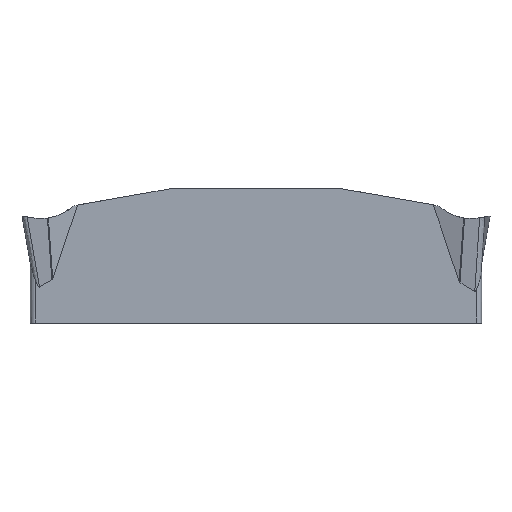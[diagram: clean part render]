
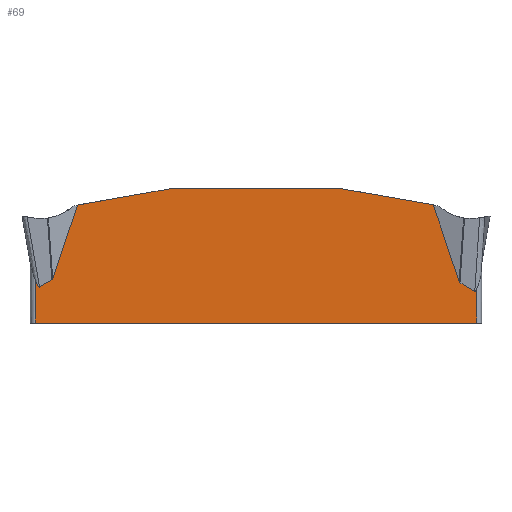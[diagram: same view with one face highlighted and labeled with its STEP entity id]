
A CAD part, left-side view. The second image highlights one B-rep face of the part: STEP entity #69.
In plain terms, the highlighted planar face has unit normal (-1, 0, 0).
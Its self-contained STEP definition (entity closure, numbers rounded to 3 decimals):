
#69=ADVANCED_FACE('SIDE_IB_1_SU5',(#123),#105,.F.);
#105=PLANE('',#730);
#123=FACE_OUTER_BOUND('',#159,.T.);
#159=EDGE_LOOP('',(#229,#230,#231,#232,#233,#234,#235,#236,#237,#238,#239,
#240,#241,#242));
#195=B_SPLINE_CURVE_WITH_KNOTS('',3,(#969,#970,#971,#972,#973,#974,#975,
#976,#977,#978,#979,#980,#981),.UNSPECIFIED.,.F.,.F.,(4,3,3,3,4),(0.,0.481,
0.733,0.957,1.),.UNSPECIFIED.);
#196=B_SPLINE_CURVE_WITH_KNOTS('',3,(#985,#986,#987,#988,#989,#990,#991,
#992,#993,#994,#995,#996,#997,#998,#999,#1000,#1001,#1002,#1003),
 .UNSPECIFIED.,.F.,.F.,(4,3,3,3,3,3,4),(0.,0.023,0.045,
0.075,0.133,0.354,1.),
 .UNSPECIFIED.);
#197=B_SPLINE_CURVE_WITH_KNOTS('',3,(#1011,#1012,#1013,#1014,#1015,#1016,
#1017,#1018,#1019,#1020,#1021,#1022,#1023,#1024,#1025,#1026,#1027,#1028,
#1029,#1030,#1031,#1032,#1033,#1034,#1035),.UNSPECIFIED.,.F.,.F.,(4,3,3,
3,3,3,3,3,4),(0.,0.293,0.49,0.672,0.797,
0.86,0.912,0.964,1.),.UNSPECIFIED.);
#198=B_SPLINE_CURVE_WITH_KNOTS('',3,(#1039,#1040,#1041,#1042,#1043,#1044,
#1045,#1046,#1047,#1048),.UNSPECIFIED.,.F.,.F.,(4,3,3,4),(0.,0.231,
0.51,1.),.UNSPECIFIED.);
#229=ORIENTED_EDGE('',*,*,#501,.F.);
#230=ORIENTED_EDGE('',*,*,#502,.T.);
#231=ORIENTED_EDGE('',*,*,#503,.T.);
#232=ORIENTED_EDGE('',*,*,#504,.T.);
#233=ORIENTED_EDGE('',*,*,#505,.T.);
#234=ORIENTED_EDGE('',*,*,#506,.T.);
#235=ORIENTED_EDGE('',*,*,#507,.T.);
#236=ORIENTED_EDGE('',*,*,#508,.F.);
#237=ORIENTED_EDGE('',*,*,#509,.T.);
#238=ORIENTED_EDGE('',*,*,#510,.T.);
#239=ORIENTED_EDGE('',*,*,#511,.T.);
#240=ORIENTED_EDGE('',*,*,#512,.T.);
#241=ORIENTED_EDGE('',*,*,#513,.T.);
#242=ORIENTED_EDGE('',*,*,#514,.T.);
#433=VERTEX_POINT('',#963);
#434=VERTEX_POINT('',#964);
#435=VERTEX_POINT('',#966);
#436=VERTEX_POINT('',#968);
#437=VERTEX_POINT('',#982);
#438=VERTEX_POINT('',#984);
#439=VERTEX_POINT('',#1004);
#440=VERTEX_POINT('',#1006);
#441=VERTEX_POINT('',#1008);
#442=VERTEX_POINT('',#1010);
#443=VERTEX_POINT('',#1036);
#444=VERTEX_POINT('',#1038);
#445=VERTEX_POINT('',#1049);
#446=VERTEX_POINT('',#1051);
#501=EDGE_CURVE('',#433,#434,#603,.T.);
#502=EDGE_CURVE('',#433,#435,#604,.T.);
#503=EDGE_CURVE('',#435,#436,#605,.T.);
#504=EDGE_CURVE('',#436,#437,#195,.T.);
#505=EDGE_CURVE('',#437,#438,#606,.T.);
#506=EDGE_CURVE('',#438,#439,#196,.T.);
#507=EDGE_CURVE('',#439,#440,#607,.T.);
#508=EDGE_CURVE('',#441,#440,#608,.T.);
#509=EDGE_CURVE('',#441,#442,#609,.T.);
#510=EDGE_CURVE('',#442,#443,#197,.T.);
#511=EDGE_CURVE('',#443,#444,#610,.T.);
#512=EDGE_CURVE('',#444,#445,#198,.T.);
#513=EDGE_CURVE('',#445,#446,#611,.T.);
#514=EDGE_CURVE('',#446,#434,#612,.T.);
#603=LINE('',#962,#647);
#604=LINE('',#965,#648);
#605=LINE('',#967,#649);
#606=LINE('',#983,#650);
#607=LINE('',#1005,#651);
#608=LINE('',#1007,#652);
#609=LINE('',#1009,#653);
#610=LINE('',#1037,#654);
#611=LINE('',#1050,#655);
#612=LINE('',#1052,#656);
#647=VECTOR('',#778,1.);
#648=VECTOR('',#779,1.);
#649=VECTOR('',#780,1.);
#650=VECTOR('',#781,1.);
#651=VECTOR('',#782,1.);
#652=VECTOR('',#783,1.);
#653=VECTOR('',#784,1.);
#654=VECTOR('',#785,1.);
#655=VECTOR('',#786,1.);
#656=VECTOR('',#787,1.);
#730=AXIS2_PLACEMENT_3D('',#1053,#788,#789);
#778=DIRECTION('',(0.,-1.,0.));
#779=DIRECTION('',(0.,0.985,-0.174));
#780=DIRECTION('',(0.,0.32,-0.947));
#781=DIRECTION('',(0.,0.865,-0.502));
#782=DIRECTION('',(0.,0.,-1.));
#783=DIRECTION('',(0.,1.,0.));
#784=DIRECTION('',(0.,0.,1.));
#785=DIRECTION('',(0.,0.865,0.502));
#786=DIRECTION('',(0.,0.32,0.947));
#787=DIRECTION('',(0.,0.985,0.174));
#788=DIRECTION('',(1.,0.,0.));
#789=DIRECTION('',(0.,0.,-1.));
#962=CARTESIAN_POINT('',(-1.15,0.,1.192));
#963=CARTESIAN_POINT('',(-1.15,3.749,1.192));
#964=CARTESIAN_POINT('',(-1.15,-3.749,1.192));
#965=CARTESIAN_POINT('',(-1.15,0.317,1.798));
#966=CARTESIAN_POINT('',(-1.15,7.7,0.496));
#967=CARTESIAN_POINT('',(-1.15,7.061,2.387));
#968=CARTESIAN_POINT('',(-1.15,8.77,-2.668));
#969=CARTESIAN_POINT('',(-1.15,8.77,-2.668));
#970=CARTESIAN_POINT('',(-1.15,8.773,-2.679));
#971=CARTESIAN_POINT('',(-1.15,8.777,-2.689));
#972=CARTESIAN_POINT('',(-1.15,8.783,-2.699));
#973=CARTESIAN_POINT('',(-1.15,8.785,-2.704));
#974=CARTESIAN_POINT('',(-1.15,8.788,-2.71));
#975=CARTESIAN_POINT('',(-1.15,8.792,-2.714));
#976=CARTESIAN_POINT('',(-1.15,8.795,-2.718));
#977=CARTESIAN_POINT('',(-1.15,8.798,-2.722));
#978=CARTESIAN_POINT('',(-1.15,8.803,-2.725));
#979=CARTESIAN_POINT('',(-1.15,8.803,-2.726));
#980=CARTESIAN_POINT('',(-1.15,8.804,-2.726));
#981=CARTESIAN_POINT('',(-1.15,8.805,-2.727));
#982=CARTESIAN_POINT('',(-1.15,8.805,-2.727));
#983=CARTESIAN_POINT('',(-1.15,1.037,1.785));
#984=CARTESIAN_POINT('',(-1.15,9.337,-3.036));
#985=CARTESIAN_POINT('',(-1.15,9.337,-3.036));
#986=CARTESIAN_POINT('',(-1.15,9.34,-3.038));
#987=CARTESIAN_POINT('',(-1.15,9.343,-3.039));
#988=CARTESIAN_POINT('',(-1.15,9.346,-3.039));
#989=CARTESIAN_POINT('',(-1.15,9.349,-3.039));
#990=CARTESIAN_POINT('',(-1.15,9.352,-3.039));
#991=CARTESIAN_POINT('',(-1.15,9.355,-3.038));
#992=CARTESIAN_POINT('',(-1.15,9.359,-3.037));
#993=CARTESIAN_POINT('',(-1.15,9.363,-3.036));
#994=CARTESIAN_POINT('',(-1.15,9.366,-3.034));
#995=CARTESIAN_POINT('',(-1.15,9.373,-3.03));
#996=CARTESIAN_POINT('',(-1.15,9.378,-3.024));
#997=CARTESIAN_POINT('',(-1.15,9.384,-3.018));
#998=CARTESIAN_POINT('',(-1.15,9.404,-2.997));
#999=CARTESIAN_POINT('',(-1.15,9.418,-2.97));
#1000=CARTESIAN_POINT('',(-1.15,9.432,-2.944));
#1001=CARTESIAN_POINT('',(-1.15,9.471,-2.867));
#1002=CARTESIAN_POINT('',(-1.15,9.5,-2.785));
#1003=CARTESIAN_POINT('',(-1.15,9.528,-2.703));
#1004=CARTESIAN_POINT('',(-1.15,9.528,-2.703));
#1005=CARTESIAN_POINT('',(-1.15,9.528,0.));
#1006=CARTESIAN_POINT('',(-1.15,9.528,-4.592));
#1007=CARTESIAN_POINT('',(-1.15,0.,-4.592));
#1008=CARTESIAN_POINT('',(-1.15,-9.528,-4.592));
#1009=CARTESIAN_POINT('',(-1.15,-9.528,0.));
#1010=CARTESIAN_POINT('',(-1.15,-9.528,-3.111));
#1011=CARTESIAN_POINT('',(-1.15,-9.528,-3.111));
#1012=CARTESIAN_POINT('',(-1.15,-9.522,-3.125));
#1013=CARTESIAN_POINT('',(-1.15,-9.517,-3.14));
#1014=CARTESIAN_POINT('',(-1.15,-9.51,-3.155));
#1015=CARTESIAN_POINT('',(-1.15,-9.506,-3.164));
#1016=CARTESIAN_POINT('',(-1.15,-9.502,-3.174));
#1017=CARTESIAN_POINT('',(-1.15,-9.497,-3.183));
#1018=CARTESIAN_POINT('',(-1.15,-9.492,-3.192));
#1019=CARTESIAN_POINT('',(-1.15,-9.487,-3.2));
#1020=CARTESIAN_POINT('',(-1.15,-9.481,-3.208));
#1021=CARTESIAN_POINT('',(-1.15,-9.477,-3.213));
#1022=CARTESIAN_POINT('',(-1.15,-9.472,-3.218));
#1023=CARTESIAN_POINT('',(-1.15,-9.467,-3.222));
#1024=CARTESIAN_POINT('',(-1.15,-9.464,-3.224));
#1025=CARTESIAN_POINT('',(-1.15,-9.461,-3.226));
#1026=CARTESIAN_POINT('',(-1.15,-9.458,-3.228));
#1027=CARTESIAN_POINT('',(-1.15,-9.456,-3.229));
#1028=CARTESIAN_POINT('',(-1.15,-9.453,-3.229));
#1029=CARTESIAN_POINT('',(-1.15,-9.45,-3.23));
#1030=CARTESIAN_POINT('',(-1.15,-9.448,-3.23));
#1031=CARTESIAN_POINT('',(-1.15,-9.445,-3.229));
#1032=CARTESIAN_POINT('',(-1.15,-9.442,-3.229));
#1033=CARTESIAN_POINT('',(-1.15,-9.44,-3.228));
#1034=CARTESIAN_POINT('',(-1.15,-9.438,-3.227));
#1035=CARTESIAN_POINT('',(-1.15,-9.437,-3.226));
#1036=CARTESIAN_POINT('',(-1.15,-9.437,-3.226));
#1037=CARTESIAN_POINT('',(-1.15,-0.979,1.686));
#1038=CARTESIAN_POINT('',(-1.15,-8.796,-2.854));
#1039=CARTESIAN_POINT('',(-1.15,-8.796,-2.854));
#1040=CARTESIAN_POINT('',(-1.15,-8.791,-2.851));
#1041=CARTESIAN_POINT('',(-1.15,-8.788,-2.848));
#1042=CARTESIAN_POINT('',(-1.15,-8.784,-2.843));
#1043=CARTESIAN_POINT('',(-1.15,-8.78,-2.838));
#1044=CARTESIAN_POINT('',(-1.15,-8.777,-2.833));
#1045=CARTESIAN_POINT('',(-1.15,-8.774,-2.827));
#1046=CARTESIAN_POINT('',(-1.15,-8.769,-2.817));
#1047=CARTESIAN_POINT('',(-1.15,-8.764,-2.806));
#1048=CARTESIAN_POINT('',(-1.15,-8.761,-2.795));
#1049=CARTESIAN_POINT('',(-1.15,-8.761,-2.795));
#1050=CARTESIAN_POINT('',(-1.15,-7.014,2.371));
#1051=CARTESIAN_POINT('',(-1.15,-7.645,0.505));
#1052=CARTESIAN_POINT('',(-1.15,-0.317,1.798));
#1053=CARTESIAN_POINT('',(-1.15,0.,0.));
